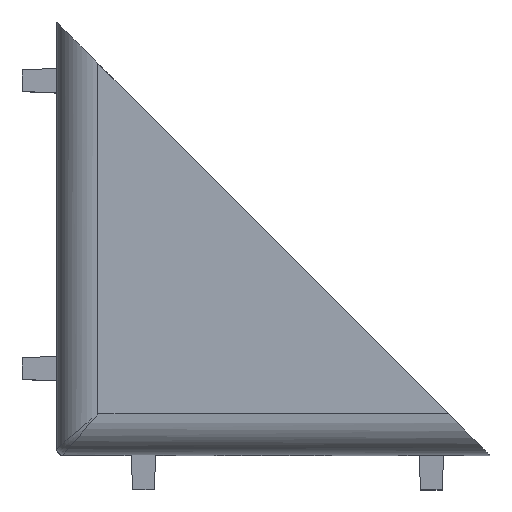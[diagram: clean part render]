
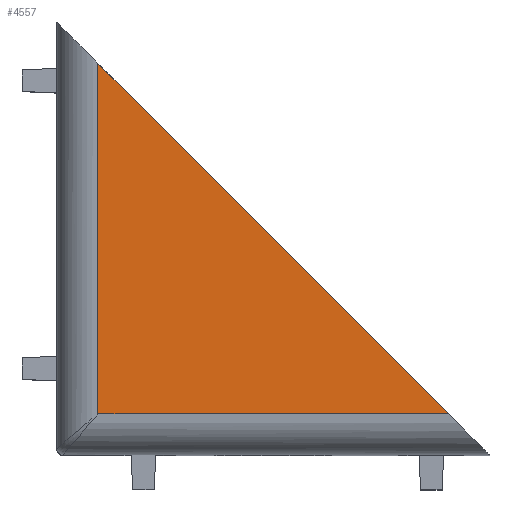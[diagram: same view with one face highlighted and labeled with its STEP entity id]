
A CAD part, top view. The second image highlights one B-rep face of the part: STEP entity #4557.
In plain terms, the highlighted planar face has unit normal (0, 0, 1).
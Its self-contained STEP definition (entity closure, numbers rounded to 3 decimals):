
#86 = CARTESIAN_POINT ( 'NONE',  ( 1.9, 18.1, 10. ) ) ;
#123 = CARTESIAN_POINT ( 'NONE',  ( 10., 10., 10. ) ) ;
#371 = CARTESIAN_POINT ( 'NONE',  ( 7.071, 7.071, 10. ) ) ;
#460 = ORIENTED_EDGE ( 'NONE', *, *, #4827, .T. ) ;
#627 = DIRECTION ( 'NONE',  ( 0.707, -0.707, 0. ) ) ;
#723 = EDGE_CURVE ( 'NONE', #2552, #2385, #4148, .T. ) ;
#1200 = DIRECTION ( 'NONE',  ( 0., 0., 1. ) ) ;
#1293 = DIRECTION ( 'NONE',  ( 0., -1., 0. ) ) ;
#1306 = ORIENTED_EDGE ( 'NONE', *, *, #2076, .T. ) ;
#1318 = CARTESIAN_POINT ( 'NONE',  ( 1.9, 1.9, 10. ) ) ;
#1754 = CARTESIAN_POINT ( 'NONE',  ( 1.9, 7.071, 10. ) ) ;
#1805 = LINE ( 'NONE', #1754, #1827 ) ;
#1827 = VECTOR ( 'NONE', #1293, 1000. ) ;
#2018 = DIRECTION ( 'NONE',  ( 1., 0., 0. ) ) ;
#2055 = VERTEX_POINT ( 'NONE', #1318 ) ;
#2076 = EDGE_CURVE ( 'NONE', #2552, #2055, #1805, .T. ) ;
#2126 = CARTESIAN_POINT ( 'NONE',  ( 7.071, 1.9, 10. ) ) ;
#2204 = DIRECTION ( 'NONE',  ( 1., 0., 0. ) ) ;
#2303 = VECTOR ( 'NONE', #627, 1000. ) ;
#2385 = VERTEX_POINT ( 'NONE', #4504 ) ;
#2410 = PLANE ( 'NONE',  #4224 ) ;
#2552 = VERTEX_POINT ( 'NONE', #86 ) ;
#2947 = LINE ( 'NONE', #2126, #3154 ) ;
#3154 = VECTOR ( 'NONE', #2204, 1000. ) ;
#4075 = EDGE_LOOP ( 'NONE', ( #4633, #1306, #460 ) ) ;
#4148 = LINE ( 'NONE', #123, #2303 ) ;
#4224 = AXIS2_PLACEMENT_3D ( 'NONE', #371, #1200, #2018 ) ;
#4504 = CARTESIAN_POINT ( 'NONE',  ( 18.1, 1.9, 10. ) ) ;
#4557 = ADVANCED_FACE ( 'NONE', ( #4703 ), #2410, .T. ) ;
#4633 = ORIENTED_EDGE ( 'NONE', *, *, #723, .F. ) ;
#4703 = FACE_OUTER_BOUND ( 'NONE', #4075, .T. ) ;
#4827 = EDGE_CURVE ( 'NONE', #2055, #2385, #2947, .T. ) ;
